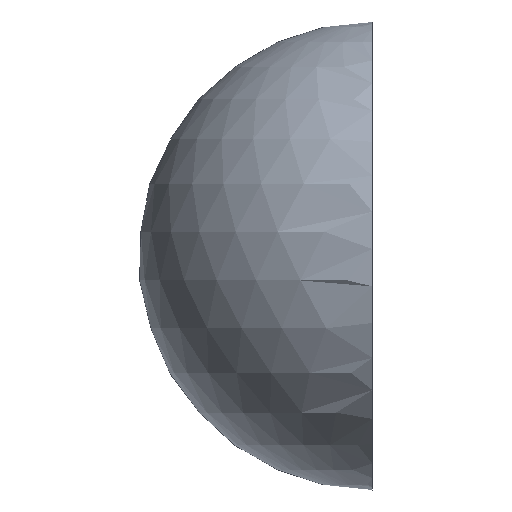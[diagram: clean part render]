
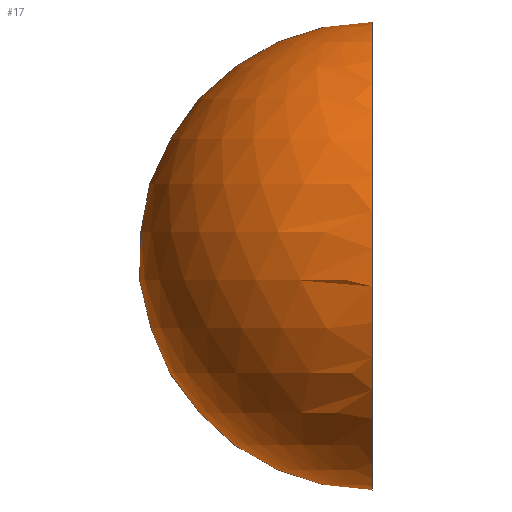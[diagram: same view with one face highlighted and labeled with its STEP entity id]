
A CAD part, left-side view. The second image highlights one B-rep face of the part: STEP entity #17.
In plain terms, the highlighted spherical face has radius 100 mm.
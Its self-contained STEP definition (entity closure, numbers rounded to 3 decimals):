
#17 = ADVANCED_FACE('',(#18),#40,.T.);
#18 = FACE_BOUND('',#19,.T.);
#19 = EDGE_LOOP('',(#20,#71));
#20 = ORIENTED_EDGE('',*,*,#21,.T.);
#21 = EDGE_CURVE('',#22,#24,#26,.T.);
#22 = VERTEX_POINT('',#23);
#23 = CARTESIAN_POINT('',(0.,0.,-100.)
  );
#24 = VERTEX_POINT('',#25);
#25 = CARTESIAN_POINT('',(0.,0.,100.));
#26 = SURFACE_CURVE('',#27,(#39,#51),.PCURVE_S1.);
#27 = B_SPLINE_CURVE_WITH_KNOTS('',10,(#28,#29,#30,#31,#32,#33,#34,#35,
    #36,#37,#38),.UNSPECIFIED.,.F.,.F.,(11,11),(-1.571,
    1.571),.PIECEWISE_BEZIER_KNOTS.);
#28 = CARTESIAN_POINT('',(0.,0.,-100.));
#29 = CARTESIAN_POINT('',(-31.416,0.,-100.));
#30 = CARTESIAN_POINT('',(-62.832,0.,
    -89.034));
#31 = CARTESIAN_POINT('',(-89.941,0.,
    -67.101));
#32 = CARTESIAN_POINT('',(-108.438,0.,
    -36.136));
#33 = CARTESIAN_POINT('',(-115.028,0.,
    0.));
#34 = CARTESIAN_POINT('',(-108.438,0.,
    36.136));
#35 = CARTESIAN_POINT('',(-89.941,0.,
    67.101));
#36 = CARTESIAN_POINT('',(-62.832,0.,
    89.034));
#37 = CARTESIAN_POINT('',(-31.416,0.,
    100.));
#38 = CARTESIAN_POINT('',(0.,0.,100.));
#39 = PCURVE('',#40,#45);
#40 = SPHERICAL_SURFACE('',#41,100.);
#41 = AXIS2_PLACEMENT_3D('',#42,#43,#44);
#42 = CARTESIAN_POINT('',(0.,0.,0.));
#43 = DIRECTION('',(0.,0.,1.));
#44 = DIRECTION('',(1.,0.,-0.));
#45 = DEFINITIONAL_REPRESENTATION('',(#46),#50);
#46 = LINE('',#47,#48);
#47 = CARTESIAN_POINT('',(3.142,0.));
#48 = VECTOR('',#49,1.);
#49 = DIRECTION('',(0.,1.));
#50 = ( GEOMETRIC_REPRESENTATION_CONTEXT(2) 
PARAMETRIC_REPRESENTATION_CONTEXT() REPRESENTATION_CONTEXT('2D SPACE',''
  ) );
#51 = PCURVE('',#52,#57);
#52 = PLANE('',#53);
#53 = AXIS2_PLACEMENT_3D('',#54,#55,#56);
#54 = CARTESIAN_POINT('',(-200.,0.,-200.));
#55 = DIRECTION('',(-0.,1.,0.));
#56 = DIRECTION('',(0.,0.,1.));
#57 = DEFINITIONAL_REPRESENTATION('',(#58),#70);
#58 = B_SPLINE_CURVE_WITH_KNOTS('',10,(#59,#60,#61,#62,#63,#64,#65,#66,
    #67,#68,#69),.UNSPECIFIED.,.F.,.F.,(11,11),(-1.571,
    1.571),.PIECEWISE_BEZIER_KNOTS.);
#59 = CARTESIAN_POINT('',(100.,200.));
#60 = CARTESIAN_POINT('',(100.,168.584));
#61 = CARTESIAN_POINT('',(110.966,137.168));
#62 = CARTESIAN_POINT('',(132.899,110.059));
#63 = CARTESIAN_POINT('',(163.864,91.562));
#64 = CARTESIAN_POINT('',(200.,84.972));
#65 = CARTESIAN_POINT('',(236.136,91.562));
#66 = CARTESIAN_POINT('',(267.101,110.059));
#67 = CARTESIAN_POINT('',(289.034,137.168));
#68 = CARTESIAN_POINT('',(300.,168.584));
#69 = CARTESIAN_POINT('',(300.,200.));
#70 = ( GEOMETRIC_REPRESENTATION_CONTEXT(2) 
PARAMETRIC_REPRESENTATION_CONTEXT() REPRESENTATION_CONTEXT('2D SPACE',''
  ) );
#71 = ORIENTED_EDGE('',*,*,#72,.F.);
#72 = EDGE_CURVE('',#22,#24,#73,.T.);
#73 = SURFACE_CURVE('',#74,(#79,#86),.PCURVE_S1.);
#74 = CIRCLE('',#75,100.);
#75 = AXIS2_PLACEMENT_3D('',#76,#77,#78);
#76 = CARTESIAN_POINT('',(0.,0.,0.));
#77 = DIRECTION('',(0.,-1.,0.));
#78 = DIRECTION('',(1.,0.,0.));
#79 = PCURVE('',#40,#80);
#80 = DEFINITIONAL_REPRESENTATION('',(#81),#85);
#81 = LINE('',#82,#83);
#82 = CARTESIAN_POINT('',(0.,-6.283));
#83 = VECTOR('',#84,1.);
#84 = DIRECTION('',(0.,1.));
#85 = ( GEOMETRIC_REPRESENTATION_CONTEXT(2) 
PARAMETRIC_REPRESENTATION_CONTEXT() REPRESENTATION_CONTEXT('2D SPACE',''
  ) );
#86 = PCURVE('',#52,#87);
#87 = DEFINITIONAL_REPRESENTATION('',(#88),#96);
#88 = ( BOUNDED_CURVE() B_SPLINE_CURVE(2,(#89,#90,#91,#92,#93,#94,#95),
.UNSPECIFIED.,.T.,.F.) B_SPLINE_CURVE_WITH_KNOTS((1,2,2,2,2,1),(
    -2.094,0.,2.094,4.189,6.283,
8.378),.UNSPECIFIED.) CURVE() GEOMETRIC_REPRESENTATION_ITEM() 
RATIONAL_B_SPLINE_CURVE((1.,0.5,1.,0.5,1.,0.5,1.)) REPRESENTATION_ITEM(
  '') );
#89 = CARTESIAN_POINT('',(200.,300.));
#90 = CARTESIAN_POINT('',(373.205,300.));
#91 = CARTESIAN_POINT('',(286.603,150.));
#92 = CARTESIAN_POINT('',(200.,0.));
#93 = CARTESIAN_POINT('',(113.397,150.));
#94 = CARTESIAN_POINT('',(26.795,300.));
#95 = CARTESIAN_POINT('',(200.,300.));
#96 = ( GEOMETRIC_REPRESENTATION_CONTEXT(2) 
PARAMETRIC_REPRESENTATION_CONTEXT() REPRESENTATION_CONTEXT('2D SPACE',''
  ) );
